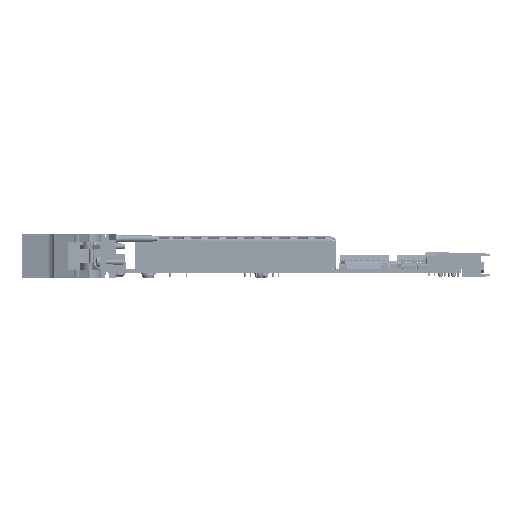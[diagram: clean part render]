
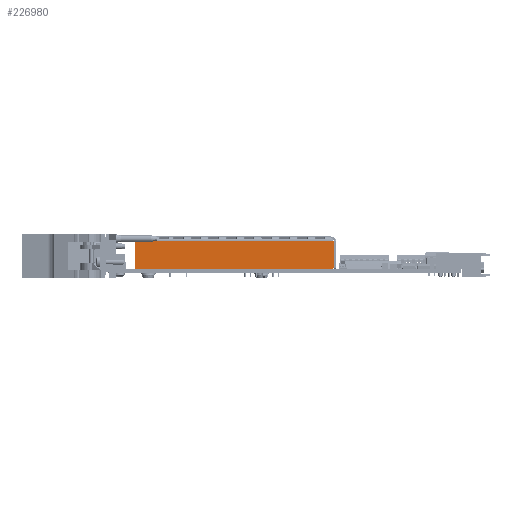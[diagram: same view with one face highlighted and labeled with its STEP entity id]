
A CAD part, front view. The second image highlights one B-rep face of the part: STEP entity #226980.
In plain terms, the highlighted planar face has unit normal (0, -1, 0).
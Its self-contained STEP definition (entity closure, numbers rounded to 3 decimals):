
#15540 = CARTESIAN_POINT ( 'NONE',  ( -94.303, -34.787, 3.556 ) ) ;
#15542 = DIRECTION ( 'NONE',  ( 0., -1., 0. ) ) ;
#15543 = DIRECTION ( 'NONE',  ( 0., 0., -1. ) ) ;
#15735 = DIRECTION ( 'NONE',  ( 1., 0., 0. ) ) ;
#15738 = CARTESIAN_POINT ( 'NONE',  ( -3.303, -34.787, 15.556 ) ) ;
#15747 = CARTESIAN_POINT ( 'NONE',  ( -95.303, -34.787, 2.556 ) ) ;
#15749 = CARTESIAN_POINT ( 'NONE',  ( -5.374, -34.787, 3.556 ) ) ;
#15751 = DIRECTION ( 'NONE',  ( 0., -1., 0. ) ) ;
#15753 = DIRECTION ( 'NONE',  ( 0., 0., -1. ) ) ;
#15772 = DIRECTION ( 'NONE',  ( 1., 0., 0. ) ) ;
#17190 = AXIS2_PLACEMENT_3D ( 'NONE', #20318, #20320, #20321 ) ;
#18672 = FACE_OUTER_BOUND ( 'NONE', #186824, .T. ) ;
#20231 = PLANE ( 'NONE',  #17190 ) ;
#20318 = CARTESIAN_POINT ( 'NONE',  ( -95.303, -34.787, 16.556 ) ) ;
#20320 = DIRECTION ( 'NONE',  ( 0., 1., 0. ) ) ;
#20321 = DIRECTION ( 'NONE',  ( 0., 0., -1. ) ) ;
#24214 = AXIS2_PLACEMENT_3D ( 'NONE', #15540, #15542, #15543 ) ;
#24222 = AXIS2_PLACEMENT_3D ( 'NONE', #15749, #15751, #15753 ) ;
#90093 = CIRCLE ( 'NONE', #24214, 1. ) ;
#90149 = CIRCLE ( 'NONE', #24222, 1. ) ;
#90153 = LINE ( 'NONE', #15738, #90158 ) ;
#90158 = VECTOR ( 'NONE', #15735, 1000. ) ;
#90166 = LINE ( 'NONE', #15747, #90177 ) ;
#90177 = VECTOR ( 'NONE', #15772, 1000. ) ;
#120469 = CARTESIAN_POINT ( 'NONE',  ( -4.374, -34.787, 15.556 ) ) ;
#120474 = DIRECTION ( 'NONE',  ( 0., 0., -1. ) ) ;
#120819 = CARTESIAN_POINT ( 'NONE',  ( -95.303, -34.787, 16.556 ) ) ;
#120824 = DIRECTION ( 'NONE',  ( 0., 0., -1. ) ) ;
#121176 = LINE ( 'NONE', #120469, #121192 ) ;
#121192 = VECTOR ( 'NONE', #120474, 1000. ) ;
#121331 = LINE ( 'NONE', #120819, #121337 ) ;
#121337 = VECTOR ( 'NONE', #120824, 1000. ) ;
#157102 = CARTESIAN_POINT ( 'NONE',  ( -4.374, -34.787, 3.556 ) ) ;
#157140 = CARTESIAN_POINT ( 'NONE',  ( -95.303, -34.787, 3.556 ) ) ;
#157156 = CARTESIAN_POINT ( 'NONE',  ( -95.303, -34.787, 15.556 ) ) ;
#157276 = CARTESIAN_POINT ( 'NONE',  ( -5.374, -34.787, 2.556 ) ) ;
#157307 = CARTESIAN_POINT ( 'NONE',  ( -4.374, -34.787, 15.556 ) ) ;
#157348 = CARTESIAN_POINT ( 'NONE',  ( -94.303, -34.787, 2.556 ) ) ;
#180853 = VERTEX_POINT ( 'NONE', #157102 ) ;
#180865 = VERTEX_POINT ( 'NONE', #157156 ) ;
#180871 = VERTEX_POINT ( 'NONE', #157140 ) ;
#180900 = VERTEX_POINT ( 'NONE', #157276 ) ;
#180906 = VERTEX_POINT ( 'NONE', #157307 ) ;
#180918 = VERTEX_POINT ( 'NONE', #157348 ) ;
#186824 = EDGE_LOOP ( 'NONE', ( #191227, #191229, #191232, #191234, #191237, #191239 ) ) ;
#191227 = ORIENTED_EDGE ( 'NONE', *, *, #211274, .T. ) ;
#191229 = ORIENTED_EDGE ( 'NONE', *, *, #211263, .T. ) ;
#191232 = ORIENTED_EDGE ( 'NONE', *, *, #203699, .F. ) ;
#191234 = ORIENTED_EDGE ( 'NONE', *, *, #211261, .F. ) ;
#191237 = ORIENTED_EDGE ( 'NONE', *, *, #203789, .T. ) ;
#191239 = ORIENTED_EDGE ( 'NONE', *, *, #211212, .T. ) ;
#203699 = EDGE_CURVE ( 'NONE', #180906, #180853, #121176, .T. ) ;
#203789 = EDGE_CURVE ( 'NONE', #180865, #180871, #121331, .T. ) ;
#211212 = EDGE_CURVE ( 'NONE', #180871, #180918, #90093, .T. ) ;
#211261 = EDGE_CURVE ( 'NONE', #180865, #180906, #90153, .T. ) ;
#211263 = EDGE_CURVE ( 'NONE', #180900, #180853, #90149, .T. ) ;
#211274 = EDGE_CURVE ( 'NONE', #180918, #180900, #90166, .T. ) ;
#226980 = ADVANCED_FACE ( 'NONE', ( #18672 ), #20231, .F. ) ;
